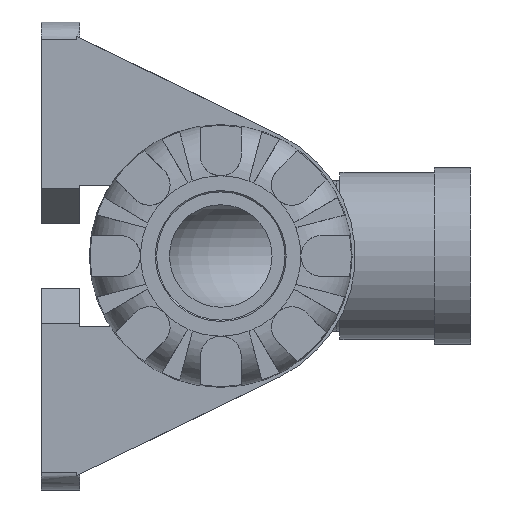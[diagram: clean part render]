
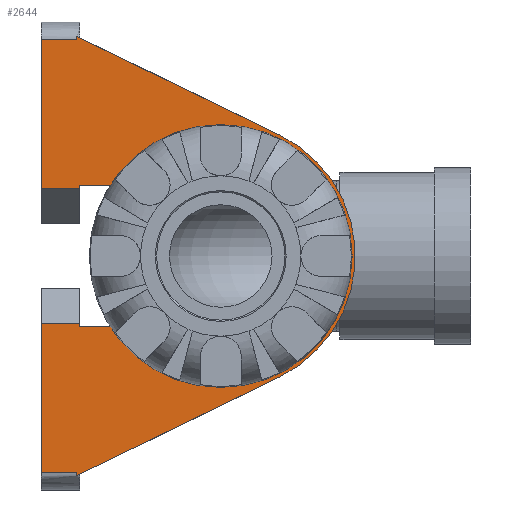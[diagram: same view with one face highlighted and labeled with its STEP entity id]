
A CAD part, left-side view. The second image highlights one B-rep face of the part: STEP entity #2644.
In plain terms, the highlighted planar face has unit normal (-1, 0, 0).
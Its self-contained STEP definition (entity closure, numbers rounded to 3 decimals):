
#114=CIRCLE('',#2691,20.988);
#200=CIRCLE('',#2886,18.646);
#368=FACE_OUTER_BOUND('',#542,.T.);
#542=EDGE_LOOP('',(#2123,#2124,#2125,#2126,#2127,#2128,#2129,#2130,#2131,
#2132,#2133,#2134,#2135,#2136,#2137,#2138));
#597=LINE('',#3655,#782);
#600=LINE('',#3662,#785);
#605=LINE('',#3682,#790);
#607=LINE('',#3689,#792);
#611=LINE('',#3698,#796);
#614=LINE('',#3713,#799);
#617=LINE('',#3724,#802);
#641=LINE('',#3802,#826);
#653=LINE('',#3842,#838);
#654=LINE('',#3844,#839);
#720=LINE('',#4983,#905);
#730=LINE('',#5019,#915);
#731=LINE('',#5021,#916);
#732=LINE('',#5022,#917);
#782=VECTOR('',#2946,35.224);
#785=VECTOR('',#2953,0.5);
#790=VECTOR('',#2966,6.944);
#792=VECTOR('',#2972,0.5);
#796=VECTOR('',#2978,35.224);
#799=VECTOR('',#2991,6.944);
#802=VECTOR('',#2996,5.5);
#826=VECTOR('',#3064,6.);
#838=VECTOR('',#3092,0.5);
#839=VECTOR('',#3095,23.277);
#905=VECTOR('',#3487,0.5);
#915=VECTOR('',#3515,5.5);
#916=VECTOR('',#3516,23.277);
#917=VECTOR('',#3517,6.);
#968=VERTEX_POINT('',#3652);
#969=VERTEX_POINT('',#3654);
#971=VERTEX_POINT('',#3660);
#976=VERTEX_POINT('',#3673);
#978=VERTEX_POINT('',#3680);
#980=VERTEX_POINT('',#3685);
#981=VERTEX_POINT('',#3687);
#985=VERTEX_POINT('',#3696);
#987=VERTEX_POINT('',#3705);
#988=VERTEX_POINT('',#3708);
#989=VERTEX_POINT('',#3723);
#1014=VERTEX_POINT('',#3799);
#1015=VERTEX_POINT('',#3801);
#1149=VERTEX_POINT('',#4982);
#1166=VERTEX_POINT('',#5018);
#1167=VERTEX_POINT('',#5020);
#1207=EDGE_CURVE('',#969,#968,#597,.T.);
#1211=EDGE_CURVE('',#968,#971,#600,.T.);
#1219=EDGE_CURVE('',#976,#978,#605,.T.);
#1222=EDGE_CURVE('',#980,#981,#607,.T.);
#1226=EDGE_CURVE('',#981,#985,#611,.T.);
#1228=EDGE_CURVE('',#985,#969,#114,.T.);
#1233=EDGE_CURVE('',#987,#988,#614,.T.);
#1236=EDGE_CURVE('',#989,#980,#617,.T.);
#1272=EDGE_CURVE('',#1014,#1015,#641,.T.);
#1288=EDGE_CURVE('',#978,#1015,#653,.T.);
#1289=EDGE_CURVE('',#989,#1014,#654,.T.);
#1480=EDGE_CURVE('',#976,#988,#200,.T.);
#1481=EDGE_CURVE('',#987,#1149,#720,.T.);
#1499=EDGE_CURVE('',#1166,#971,#730,.T.);
#1500=EDGE_CURVE('',#1166,#1167,#731,.T.);
#1501=EDGE_CURVE('',#1167,#1149,#732,.T.);
#2123=ORIENTED_EDGE('',*,*,#1233,.T.);
#2124=ORIENTED_EDGE('',*,*,#1480,.F.);
#2125=ORIENTED_EDGE('',*,*,#1219,.T.);
#2126=ORIENTED_EDGE('',*,*,#1288,.T.);
#2127=ORIENTED_EDGE('',*,*,#1272,.F.);
#2128=ORIENTED_EDGE('',*,*,#1289,.F.);
#2129=ORIENTED_EDGE('',*,*,#1236,.T.);
#2130=ORIENTED_EDGE('',*,*,#1222,.T.);
#2131=ORIENTED_EDGE('',*,*,#1226,.T.);
#2132=ORIENTED_EDGE('',*,*,#1228,.T.);
#2133=ORIENTED_EDGE('',*,*,#1207,.T.);
#2134=ORIENTED_EDGE('',*,*,#1211,.T.);
#2135=ORIENTED_EDGE('',*,*,#1499,.F.);
#2136=ORIENTED_EDGE('',*,*,#1500,.T.);
#2137=ORIENTED_EDGE('',*,*,#1501,.T.);
#2138=ORIENTED_EDGE('',*,*,#1481,.F.);
#2361=PLANE('',#2897);
#2644=ADVANCED_FACE('',(#368),#2361,.T.);
#2691=AXIS2_PLACEMENT_3D('',#3701,#2983,#2984);
#2886=AXIS2_PLACEMENT_3D('',#4979,#3481,#3482);
#2897=AXIS2_PLACEMENT_3D('',#5017,#3513,#3514);
#2946=DIRECTION('',(0.,0.899,0.437));
#2953=DIRECTION('',(0.,0.,-1.));
#2966=DIRECTION('',(0.,1.,0.));
#2972=DIRECTION('',(0.,0.,-1.));
#2978=DIRECTION('',(0.,-0.899,0.437));
#2983=DIRECTION('center_axis',(-1.,0.,0.));
#2984=DIRECTION('ref_axis',(0.,-0.437,-0.899));
#2991=DIRECTION('',(0.,-1.,0.));
#2996=DIRECTION('',(0.,-1.,0.));
#3064=DIRECTION('',(0.,-1.,0.));
#3092=DIRECTION('',(0.,0.,1.));
#3095=DIRECTION('',(0.,0.,1.));
#3481=DIRECTION('center_axis',(-1.,0.,0.));
#3482=DIRECTION('ref_axis',(0.,0.,1.));
#3487=DIRECTION('',(0.,0.,-1.));
#3513=DIRECTION('center_axis',(-1.,0.,0.));
#3514=DIRECTION('ref_axis',(0.,0.,-1.));
#3515=DIRECTION('',(0.,-1.,0.));
#3516=DIRECTION('',(0.,0.,-1.));
#3517=DIRECTION('',(0.,-1.,0.));
#3652=CARTESIAN_POINT('',(-37.,22.5,34.277));
#3654=CARTESIAN_POINT('',(-37.,-9.178,18.875));
#3655=CARTESIAN_POINT('',(-37.,-9.178,18.875));
#3660=CARTESIAN_POINT('',(-37.,22.5,33.777));
#3662=CARTESIAN_POINT('',(-37.,22.5,34.277));
#3673=CARTESIAN_POINT('',(-37.,15.056,-11.));
#3680=CARTESIAN_POINT('',(-37.,22.,-11.));
#3682=CARTESIAN_POINT('',(-37.,14.874,-11.));
#3685=CARTESIAN_POINT('',(-37.,22.5,-33.777));
#3687=CARTESIAN_POINT('',(-37.,22.5,-34.277));
#3689=CARTESIAN_POINT('',(-37.,22.5,-11.));
#3696=CARTESIAN_POINT('',(-37.,-9.178,-18.875));
#3698=CARTESIAN_POINT('',(-37.,22.5,-34.277));
#3701=CARTESIAN_POINT('Origin',(-37.,0.,0.));
#3705=CARTESIAN_POINT('',(-37.,22.,11.));
#3708=CARTESIAN_POINT('',(-37.,15.056,11.));
#3713=CARTESIAN_POINT('',(-37.,22.5,11.));
#3723=CARTESIAN_POINT('',(-37.,28.,-33.777));
#3724=CARTESIAN_POINT('',(-37.,28.,-33.777));
#3799=CARTESIAN_POINT('',(-37.,28.,-10.5));
#3801=CARTESIAN_POINT('',(-37.,22.,-10.5));
#3802=CARTESIAN_POINT('',(-37.,28.,-10.5));
#3842=CARTESIAN_POINT('',(-37.,22.,-33.777));
#3844=CARTESIAN_POINT('',(-37.,28.,-33.777));
#4979=CARTESIAN_POINT('Origin',(-37.,0.,
0.));
#4982=CARTESIAN_POINT('',(-37.,22.,10.5));
#4983=CARTESIAN_POINT('',(-37.,22.,33.777));
#5017=CARTESIAN_POINT('Origin',(-37.,28.,33.777));
#5018=CARTESIAN_POINT('',(-37.,28.,33.777));
#5019=CARTESIAN_POINT('',(-37.,28.,33.777));
#5020=CARTESIAN_POINT('',(-37.,28.,10.5));
#5021=CARTESIAN_POINT('',(-37.,28.,33.777));
#5022=CARTESIAN_POINT('',(-37.,28.,10.5));
